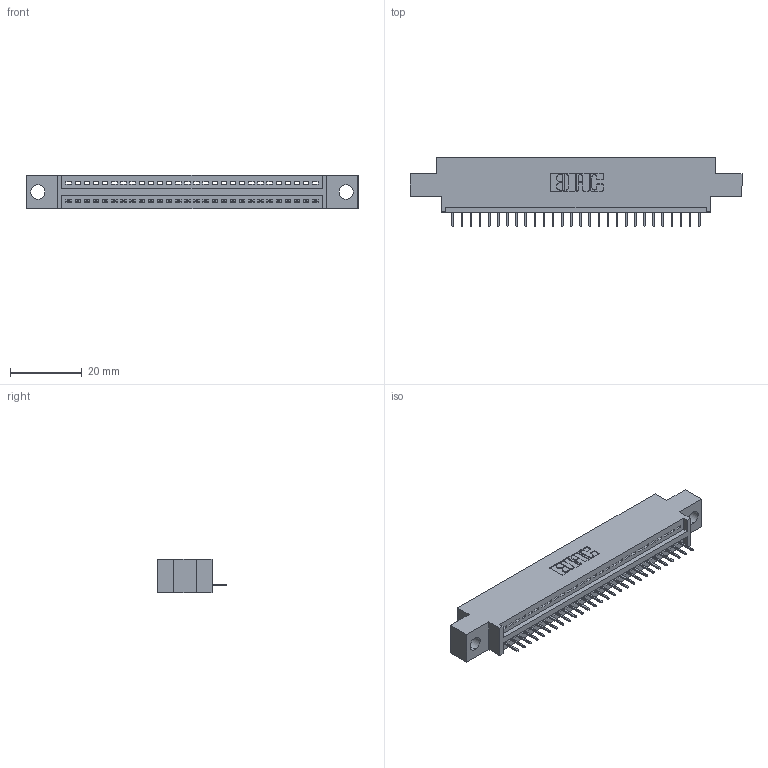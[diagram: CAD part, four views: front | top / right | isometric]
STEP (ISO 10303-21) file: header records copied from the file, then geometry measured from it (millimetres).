
FILE_DESCRIPTION (( 'STEP AP203' ), '1' );
FILE_NAME ('395-028-524-604.STEP', '2021-05-31T14:40:44', ( '' ), ( '' ), 'SwSTEP 2.0', 'SolidWorks 2020', '' );
FILE_SCHEMA (( 'CONFIG_CONTROL_DESIGN' ));
Length unit declared in the file: inch
Products named in the file (3): 345 Part_0.170 Offset - 0.156 Dia-TI; 395-028-524-604; 345-292-001_345-293-124
Assembly tree (29 placements, depth 2):
  395-028-524-604
    345 Part_0.170 Offset - 0.156 Dia-TI
    345-292-001_345-293-124  x28
Bounding box: 92.33 x 19.35 x 9.4 mm (x, y, z)
Volume: 8324.9 mm3; surface area: 10488.1 mm2
Topology: 29 solids, 29 shells, 1880 faces, 5429 edges, 3506 vertices
Faces by surface type: plane 1386, cylinder 494
Entity records: 23583 total; most frequent: CARTESIAN_POINT 4094, ORIENTED_EDGE 4054, DIRECTION 3595, EDGE_CURVE 2027, LINE 1787, VECTOR 1787, VERTEX_POINT 1346, AXIS2_PLACEMENT_3D 904
